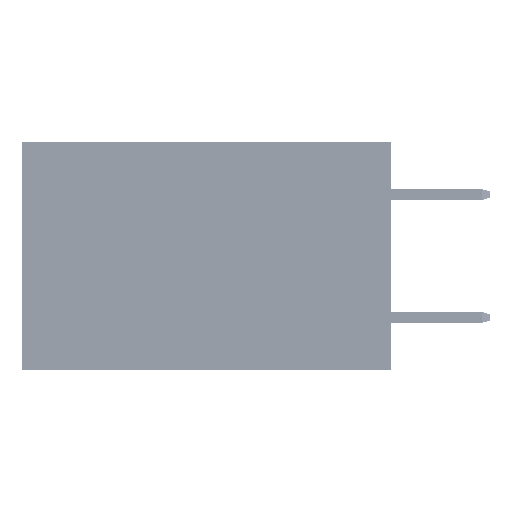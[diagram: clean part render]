
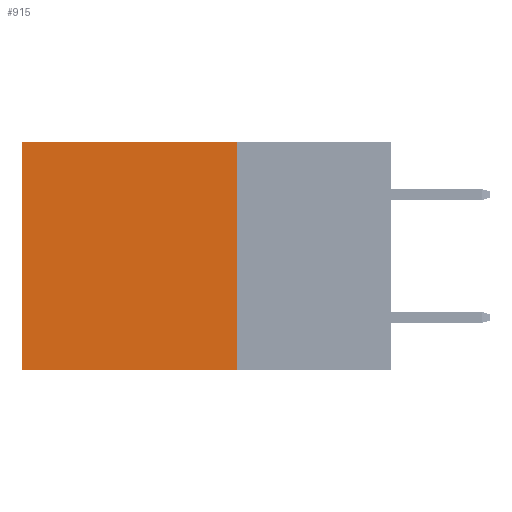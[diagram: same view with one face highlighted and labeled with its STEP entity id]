
A CAD part, left-side view. The second image highlights one B-rep face of the part: STEP entity #915.
In plain terms, the highlighted planar face has unit normal (-1, 0, 0).
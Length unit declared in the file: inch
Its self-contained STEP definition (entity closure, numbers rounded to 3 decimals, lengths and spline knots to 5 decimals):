
#915 = ADVANCED_FACE ( 'NONE', ( #20830 ), #40993, .F. ) ;
#1302 = LINE ( 'NONE', #20834, #7389 ) ;
#2481 = CARTESIAN_POINT ( 'NONE',  ( 0.2875, 0.25, 0. ) ) ;
#2831 = EDGE_LOOP ( 'NONE', ( #46798, #49930, #28328, #29307 ) ) ;
#7389 = VECTOR ( 'NONE', #48018, 39.37008 ) ;
#8461 = VERTEX_POINT ( 'NONE', #20753 ) ;
#11923 = AXIS2_PLACEMENT_3D ( 'NONE', #37246, #34166, #14359 ) ;
#14359 = DIRECTION ( 'NONE',  ( 0., 0., -1. ) ) ;
#15770 = EDGE_CURVE ( 'NONE', #8461, #29924, #45991, .T. ) ;
#15940 = VERTEX_POINT ( 'NONE', #45785 ) ;
#20002 = VECTOR ( 'NONE', #22018, 39.37008 ) ;
#20753 = CARTESIAN_POINT ( 'NONE',  ( 0.2875, 0.6, 0. ) ) ;
#20830 = FACE_OUTER_BOUND ( 'NONE', #2831, .T. ) ;
#20834 = CARTESIAN_POINT ( 'NONE',  ( 0.2875, 0.25, -0.37 ) ) ;
#22018 = DIRECTION ( 'NONE',  ( 0., 1., 0. ) ) ;
#23865 = VERTEX_POINT ( 'NONE', #25530 ) ;
#25530 = CARTESIAN_POINT ( 'NONE',  ( 0.2875, 0.25, 0. ) ) ;
#26019 = CARTESIAN_POINT ( 'NONE',  ( 0.2875, 0.6, -0.37 ) ) ;
#26656 = EDGE_CURVE ( 'NONE', #23865, #15940, #36438, .T. ) ;
#28276 = DIRECTION ( 'NONE',  ( 0., 0., -1. ) ) ;
#28328 = ORIENTED_EDGE ( 'NONE', *, *, #26656, .F. ) ;
#28920 = VECTOR ( 'NONE', #48738, 39.37008 ) ;
#29307 = ORIENTED_EDGE ( 'NONE', *, *, #38478, .T. ) ;
#29709 = VECTOR ( 'NONE', #28276, 39.37008 ) ;
#29924 = VERTEX_POINT ( 'NONE', #26019 ) ;
#34166 = DIRECTION ( 'NONE',  ( 1., 0., 0. ) ) ;
#36438 = LINE ( 'NONE', #39872, #29709 ) ;
#37064 = EDGE_CURVE ( 'NONE', #15940, #29924, #1302, .T. ) ;
#37246 = CARTESIAN_POINT ( 'NONE',  ( 0.2875, 0.25, 0. ) ) ;
#38478 = EDGE_CURVE ( 'NONE', #23865, #8461, #44410, .T. ) ;
#39872 = CARTESIAN_POINT ( 'NONE',  ( 0.2875, 0.25, 0. ) ) ;
#40993 = PLANE ( 'NONE',  #11923 ) ;
#41206 = CARTESIAN_POINT ( 'NONE',  ( 0.2875, 0.6, 0. ) ) ;
#44410 = LINE ( 'NONE', #2481, #20002 ) ;
#45785 = CARTESIAN_POINT ( 'NONE',  ( 0.2875, 0.25, -0.37 ) ) ;
#45991 = LINE ( 'NONE', #41206, #28920 ) ;
#46798 = ORIENTED_EDGE ( 'NONE', *, *, #15770, .T. ) ;
#48018 = DIRECTION ( 'NONE',  ( 0., 1., 0. ) ) ;
#48738 = DIRECTION ( 'NONE',  ( 0., 0., -1. ) ) ;
#49930 = ORIENTED_EDGE ( 'NONE', *, *, #37064, .F. ) ;
